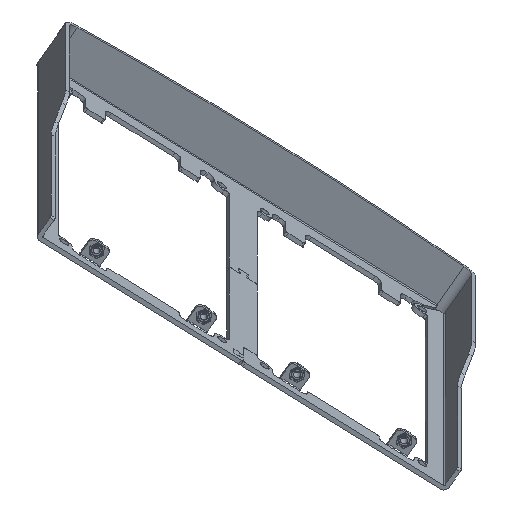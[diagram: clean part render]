
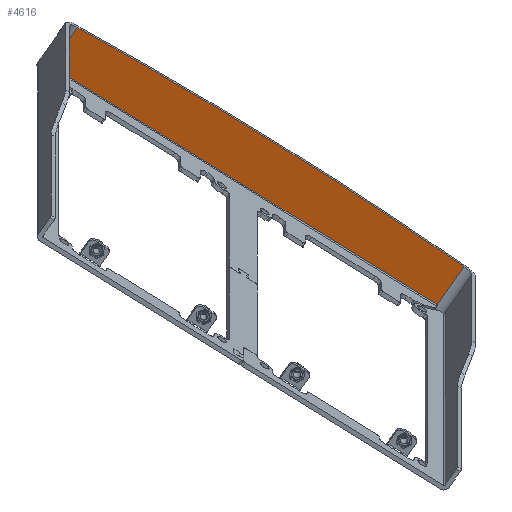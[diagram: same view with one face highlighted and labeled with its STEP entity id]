
A CAD part, front view. The second image highlights one B-rep face of the part: STEP entity #4616.
In plain terms, the highlighted face is planar.
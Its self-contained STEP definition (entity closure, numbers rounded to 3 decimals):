
#924=CARTESIAN_POINT('Vertex',(97.5,110.,2.5)) ;
#2850=CARTESIAN_POINT('Vertex',(-97.5,110.,2.5)) ;
#2853=CARTESIAN_POINT('Line Origine',(48.75,110.,2.5)) ;
#4562=CARTESIAN_POINT('Axis2P3D Location',(0.,110.,0.)) ;
#4567=CARTESIAN_POINT('Line Origine',(97.5,110.,12.75)) ;
#4571=CARTESIAN_POINT('Vertex',(97.5,110.,23.)) ;
#4574=CARTESIAN_POINT('Line Origine',(96.822,110.,23.)) ;
#4578=CARTESIAN_POINT('Vertex',(96.144,110.,23.)) ;
#4581=CARTESIAN_POINT('Axis2P3D Location',(0.,110.,-1824.5)) ;
#4585=CARTESIAN_POINT('Vertex',(0.,110.,25.5)) ;
#4588=CARTESIAN_POINT('Axis2P3D Location',(0.,110.,-1824.5)) ;
#4592=CARTESIAN_POINT('Vertex',(-96.144,110.,23.)) ;
#4595=CARTESIAN_POINT('Line Origine',(-96.822,110.,23.)) ;
#4599=CARTESIAN_POINT('Vertex',(-97.5,110.,23.)) ;
#4602=CARTESIAN_POINT('Line Origine',(-97.5,110.,12.75)) ;
#2854=DIRECTION('Vector Direction',(1.,0.,0.)) ;
#4563=DIRECTION('Axis2P3D Direction',(0.,-1.,0.)) ;
#4564=DIRECTION('Axis2P3D XDirection',(1.,0.,0.)) ;
#4568=DIRECTION('Vector Direction',(0.,0.,1.)) ;
#4575=DIRECTION('Vector Direction',(1.,0.,0.)) ;
#4582=DIRECTION('Axis2P3D Direction',(0.,-1.,0.)) ;
#4589=DIRECTION('Axis2P3D Direction',(0.,-1.,0.)) ;
#4596=DIRECTION('Vector Direction',(1.,0.,0.)) ;
#4603=DIRECTION('Vector Direction',(0.,0.,1.)) ;
#4565=AXIS2_PLACEMENT_3D('Plane Axis2P3D',#4562,#4563,#4564) ;
#4583=AXIS2_PLACEMENT_3D('Circle Axis2P3D',#4581,#4582,$) ;
#4590=AXIS2_PLACEMENT_3D('Circle Axis2P3D',#4588,#4589,$) ;
#4608=ORIENTED_EDGE('',*,*,#4573,.T.) ;
#4609=ORIENTED_EDGE('',*,*,#4580,.F.) ;
#4610=ORIENTED_EDGE('',*,*,#4587,.F.) ;
#4611=ORIENTED_EDGE('',*,*,#4594,.T.) ;
#4612=ORIENTED_EDGE('',*,*,#4601,.T.) ;
#4613=ORIENTED_EDGE('',*,*,#4606,.F.) ;
#4614=ORIENTED_EDGE('',*,*,#2857,.F.) ;
#2855=VECTOR('Line Direction',#2854,1.) ;
#4569=VECTOR('Line Direction',#4568,1.) ;
#4576=VECTOR('Line Direction',#4575,1.) ;
#4597=VECTOR('Line Direction',#4596,1.) ;
#4604=VECTOR('Line Direction',#4603,1.) ;
#4616=ADVANCED_FACE('PartBody',(#4615),#4566,.T.) ;
#4584=CIRCLE('generated circle',#4583,1850.) ;
#4591=CIRCLE('generated circle',#4590,1850.) ;
#2857=EDGE_CURVE('',#925,#2851,#2856,.F.) ;
#4573=EDGE_CURVE('',#925,#4572,#4570,.T.) ;
#4580=EDGE_CURVE('',#4579,#4572,#4577,.T.) ;
#4587=EDGE_CURVE('',#4586,#4579,#4584,.F.) ;
#4594=EDGE_CURVE('',#4586,#4593,#4591,.T.) ;
#4601=EDGE_CURVE('',#4593,#4600,#4598,.F.) ;
#4606=EDGE_CURVE('',#2851,#4600,#4605,.T.) ;
#4607=EDGE_LOOP('',(#4608,#4609,#4610,#4611,#4612,#4613,#4614)) ;
#4615=FACE_OUTER_BOUND('',#4607,.T.) ;
#2856=LINE('Line',#2853,#2855) ;
#4570=LINE('Line',#4567,#4569) ;
#4577=LINE('Line',#4574,#4576) ;
#4598=LINE('Line',#4595,#4597) ;
#4605=LINE('Line',#4602,#4604) ;
#4566=PLANE('',#4565) ;
#925=VERTEX_POINT('',#924) ;
#2851=VERTEX_POINT('',#2850) ;
#4572=VERTEX_POINT('',#4571) ;
#4579=VERTEX_POINT('',#4578) ;
#4586=VERTEX_POINT('',#4585) ;
#4593=VERTEX_POINT('',#4592) ;
#4600=VERTEX_POINT('',#4599) ;
